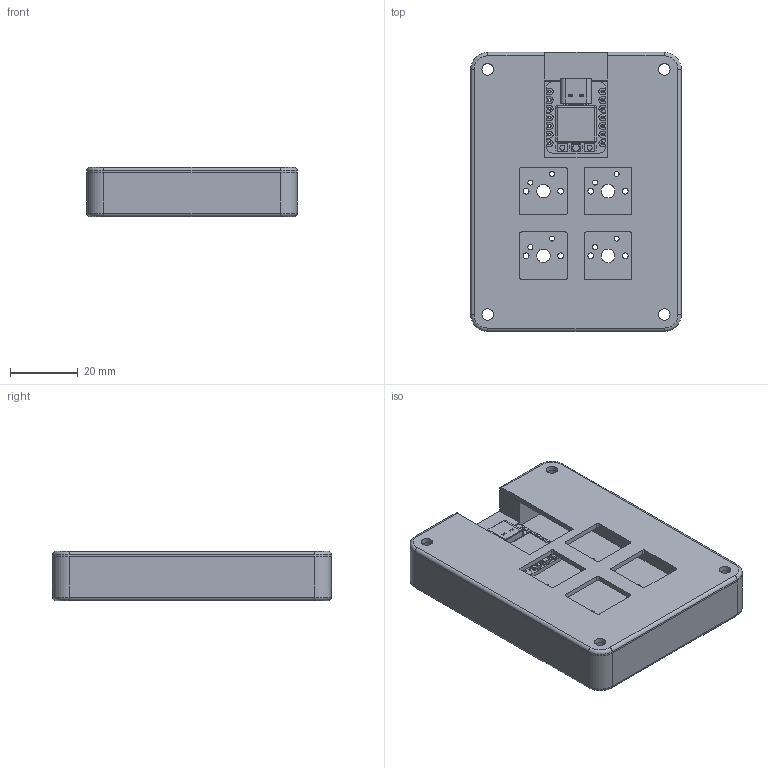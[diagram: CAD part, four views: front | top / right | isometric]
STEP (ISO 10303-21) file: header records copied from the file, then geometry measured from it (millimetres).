
FILE_DESCRIPTION(/* description */ (''),/* implementation_level */ '2;1');
FILE_NAME(/* name */ '3D macro pad.step',/* time_stamp */ '2025-12-05T19:50:07+01:00',/* author */ (''),/* organization */ (''),/* preprocessor_version */ 'ST-DEVELOPER v20.1',/* originating_system */ 'Autodesk Translation Framework v14.21.0.0',/* authorisation */ '');
FILE_SCHEMA (('AUTOMOTIVE_DESIGN { 1 0 10303 214 3 1 1 }'));
Length unit declared in the file: millimetre
Products named in the file (13): 2025-12-05-18-56-54-250; 2025-12-05-18-58-03-366; 2025-12-05-19-31-24-177; type-c v2; smd_button v3; SK6805-2.4x2.7 v1; Shell; DOUT; DIN; VSS; VDD; smd_button v3(Mirror); 2025-12-05-19-35-04-633
Assembly tree (12 placements, depth 5):
  2025-12-05-18-56-54-250
    2025-12-05-18-58-03-366
      2025-12-05-19-31-24-177
        type-c v2
        smd_button v3
        SK6805-2.4x2.7 v1
          Shell
          DOUT
          DIN
          VSS
          VDD
        smd_button v3(Mirror)
      2025-12-05-19-35-04-633
Bounding box: 62.07 x 82.27 x 14.5 mm (x, y, z)
Volume: 36064.7 mm3; surface area: 27532 mm2
Topology: 50 solids, 50 shells, 946 faces, 2424 edges, 1572 vertices
Faces by surface type: plane 654, cylinder 254, torus 20, sphere 10, cone 6, bspline 2
Full cylindrical faces by diameter (mm): 0.4 x1, 0.5 x2, 0.8 x14, 0.889 x14, 1.5 x10, 1.7 x8, 2 x1, 3.4 x8, 4 x4, 6 x4
Entity records: 29301 total; most frequent: CARTESIAN_POINT 5093, DIRECTION 4888, ORIENTED_EDGE 4832, EDGE_CURVE 2416, LINE 1876, VECTOR 1876, VERTEX_POINT 1572, AXIS2_PLACEMENT_3D 1506
